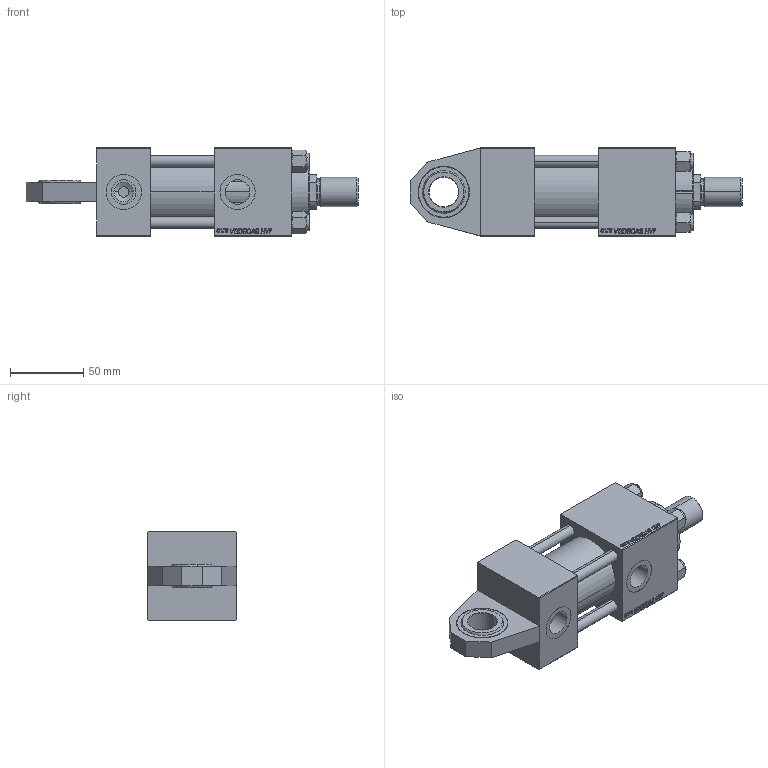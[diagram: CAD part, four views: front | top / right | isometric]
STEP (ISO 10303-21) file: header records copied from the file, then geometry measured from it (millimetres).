
FILE_DESCRIPTION (( 'STEP AP203' ), '1' );
FILE_NAME ('e857.STEP', '2023-08-22T20:14:39', ( '' ), ( '' ), 'SwSTEP 2.0', 'SolidWorks 2019', '' );
FILE_SCHEMA (( 'CONFIG_CONTROL_DESIGN' ));
Length unit declared in the file: millimetre
Products named in the file (8): e857; ROD_END_AH 7d499f44a16af0236d0cc1f712bacc71; V215CR_J_VNITRNI_KROUZEK 7d499f44a16af0236d0cc1f712bacc71; V215_VC_A 7d499f44a16af0236d0cc1f712bacc71; V215CR_J_Body 7d499f44a16af0236d0cc1f712bacc71; V215CR_TYCINKA_J 7d499f44a16af0236d0cc1f712bacc71; NUT_M5_J 7d499f44a16af0236d0cc1f712bacc71; V215CR_VCP_J 7d499f44a16af0236d0cc1f712bacc71
Assembly tree (13 placements, depth 2):
  e857
    V215CR_J_Body 7d499f44a16af0236d0cc1f712bacc71
    V215CR_J_VNITRNI_KROUZEK 7d499f44a16af0236d0cc1f712bacc71
    V215CR_VCP_J 7d499f44a16af0236d0cc1f712bacc71
    V215CR_TYCINKA_J 7d499f44a16af0236d0cc1f712bacc71  x4
    NUT_M5_J 7d499f44a16af0236d0cc1f712bacc71  x4
    V215_VC_A 7d499f44a16af0236d0cc1f712bacc71
    ROD_END_AH 7d499f44a16af0236d0cc1f712bacc71
Bounding box: 226 x 60 x 60 mm (x, y, z)
Volume: 429502.5 mm3; surface area: 115160.8 mm2
Topology: 13 solids, 13 shells, 1161 faces, 2904 edges, 1883 vertices
Faces by surface type: plane 523, bspline 392, cone 132, cylinder 92, torus 22
Entity records: 50798 total; most frequent: CARTESIAN_POINT 27143, ORIENTED_EDGE 5300, DIRECTION 3406, EDGE_CURVE 2650, VERTEX_POINT 1739, VECTOR 1566, LINE 1566, EDGE_LOOP 1169
